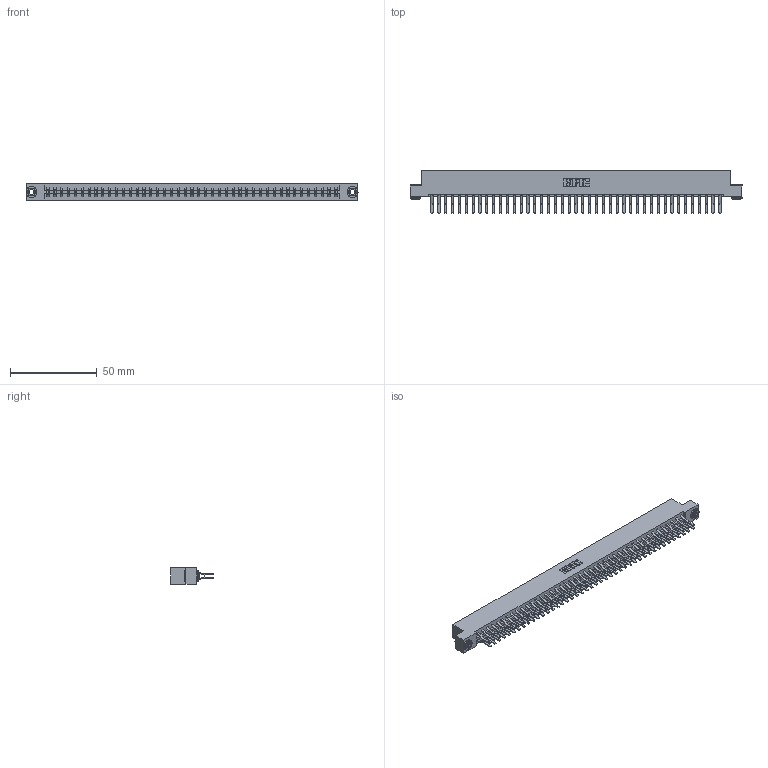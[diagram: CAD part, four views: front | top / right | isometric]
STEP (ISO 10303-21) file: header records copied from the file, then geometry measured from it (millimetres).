
FILE_DESCRIPTION (( 'STEP AP203' ), '1' );
FILE_NAME ('333-086-560-203.STEP', '2018-08-05T07:06:10', ( '' ), ( '' ), 'SwSTEP 2.0', 'SolidWorks 2016', '' );
FILE_SCHEMA (( 'CONFIG_CONTROL_DESIGN' ));
Length unit declared in the file: inch
Products named in the file (4): 333 Part_Flush - .156 Dia - TH; 345-292-001_560 Tail; 345-250-002_345-250-002-102; 333-086-560-203
Assembly tree (89 placements, depth 2):
  333-086-560-203
    333 Part_Flush - .156 Dia - TH
    345-292-001_560 Tail  x86
    345-250-002_345-250-002-102  x2
Bounding box: 191.92 x 24.78 x 9.4 mm (x, y, z)
Volume: 20186.6 mm3; surface area: 25705.3 mm2
Topology: 89 solids, 89 shells, 4796 faces, 14233 edges, 9370 vertices
Faces by surface type: plane 3176, cylinder 1612, cone 8
Entity records: 28272 total; most frequent: CARTESIAN_POINT 4661, ORIENTED_EDGE 4590, DIRECTION 4017, EDGE_CURVE 2295, VECTOR 2139, LINE 2139, VERTEX_POINT 1526, AXIS2_PLACEMENT_3D 939
